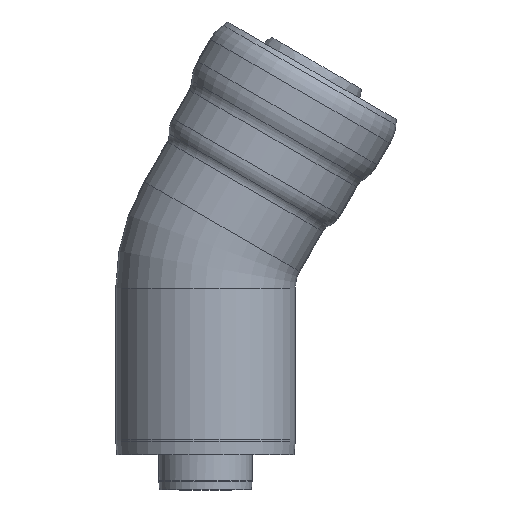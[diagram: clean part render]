
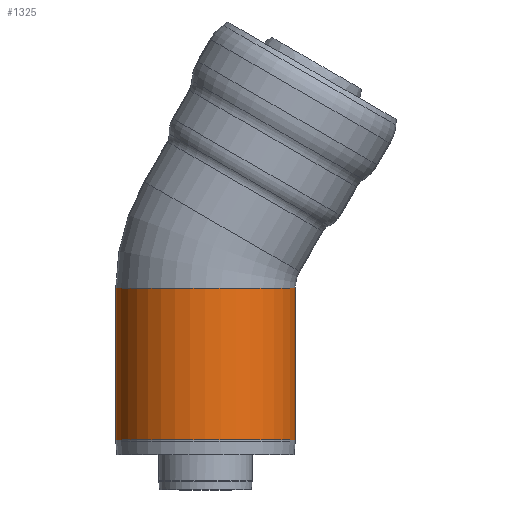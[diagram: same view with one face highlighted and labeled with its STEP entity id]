
A CAD part, front view. The second image highlights one B-rep face of the part: STEP entity #1325.
In plain terms, the highlighted cylindrical face has radius 510 mm (diameter 1020 mm), a full revolution.
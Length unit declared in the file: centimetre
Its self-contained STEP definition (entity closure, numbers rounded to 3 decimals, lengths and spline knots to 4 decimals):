
#86=CYLINDRICAL_SURFACE('',#1435,51.);
#133=FACE_OUTER_BOUND('',#215,.T.);
#215=EDGE_LOOP('',(#956,#957,#958,#959,#960,#961));
#293=LINE('',#2136,#382);
#382=VECTOR('',#1676,51.);
#479=CIRCLE('',#1428,51.);
#480=CIRCLE('',#1429,51.);
#485=CIRCLE('',#1436,51.);
#486=CIRCLE('',#1437,51.);
#590=VERTEX_POINT('',#2118);
#591=VERTEX_POINT('',#2119);
#595=VERTEX_POINT('',#2132);
#596=VERTEX_POINT('',#2133);
#726=EDGE_CURVE('',#590,#591,#479,.T.);
#727=EDGE_CURVE('',#591,#590,#480,.T.);
#733=EDGE_CURVE('',#595,#596,#485,.T.);
#734=EDGE_CURVE('',#596,#595,#486,.T.);
#735=EDGE_CURVE('',#596,#591,#293,.T.);
#956=ORIENTED_EDGE('',*,*,#733,.F.);
#957=ORIENTED_EDGE('',*,*,#734,.F.);
#958=ORIENTED_EDGE('',*,*,#735,.T.);
#959=ORIENTED_EDGE('',*,*,#726,.F.);
#960=ORIENTED_EDGE('',*,*,#727,.F.);
#961=ORIENTED_EDGE('',*,*,#735,.F.);
#1325=ADVANCED_FACE('',(#133),#86,.T.);
#1428=AXIS2_PLACEMENT_3D('',#2120,#1655,#1656);
#1429=AXIS2_PLACEMENT_3D('',#2121,#1657,#1658);
#1435=AXIS2_PLACEMENT_3D('',#2131,#1670,#1671);
#1436=AXIS2_PLACEMENT_3D('',#2134,#1672,#1673);
#1437=AXIS2_PLACEMENT_3D('',#2135,#1674,#1675);
#1655=DIRECTION('center_axis',(0.,0.,
-1.));
#1656=DIRECTION('ref_axis',(-1.,0.,0.));
#1657=DIRECTION('center_axis',(0.,0.,
-1.));
#1658=DIRECTION('ref_axis',(-1.,0.,0.));
#1670=DIRECTION('center_axis',(0.,0.,
1.));
#1671=DIRECTION('ref_axis',(1.,0.,0.));
#1672=DIRECTION('center_axis',(0.,0.,
1.));
#1673=DIRECTION('ref_axis',(-1.,0.,0.));
#1674=DIRECTION('center_axis',(0.,0.,
1.));
#1675=DIRECTION('ref_axis',(-1.,0.,0.));
#1676=DIRECTION('',(0.,0.,-1.));
#2118=CARTESIAN_POINT('',(0.,51.,28.5239));
#2119=CARTESIAN_POINT('',(-51.,0.,28.5239));
#2120=CARTESIAN_POINT('Origin',(0.,0.,
28.5239));
#2121=CARTESIAN_POINT('Origin',(0.,0.,
28.5239));
#2131=CARTESIAN_POINT('Origin',(0.,0.,
71.2862));
#2132=CARTESIAN_POINT('',(51.,0.,114.5725));
#2133=CARTESIAN_POINT('',(-51.,0.,114.5725));
#2134=CARTESIAN_POINT('Origin',(0.,0.,
114.5725));
#2135=CARTESIAN_POINT('Origin',(0.,0.,
114.5725));
#2136=CARTESIAN_POINT('',(-51.,0.,71.2862));
